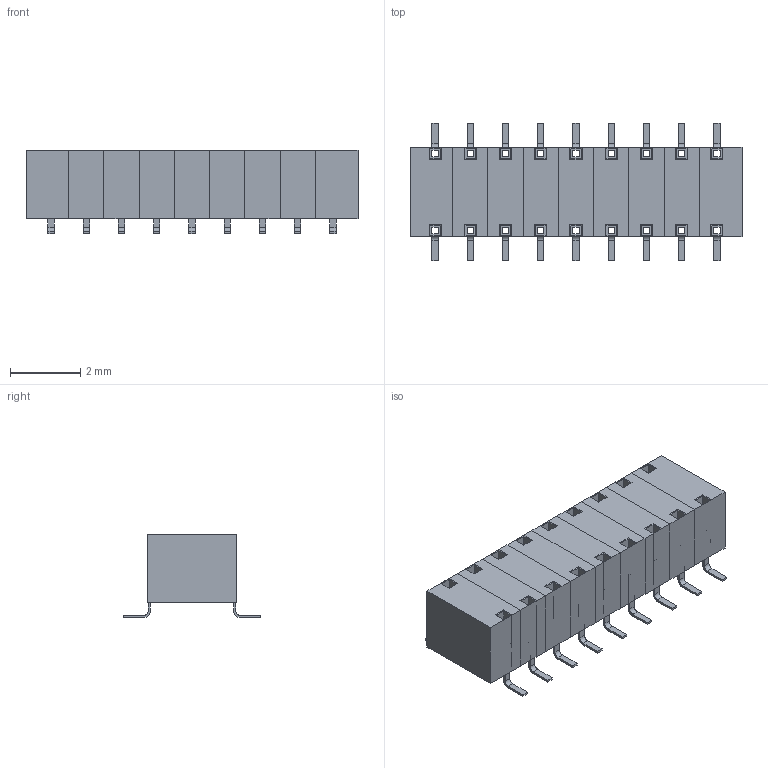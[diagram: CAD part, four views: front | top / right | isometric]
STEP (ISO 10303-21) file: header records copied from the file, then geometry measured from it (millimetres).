
FILE_DESCRIPTION(('STEP AP214'),'1');
FILE_NAME('CON18_2X9_DU_CLM_SAI','2021-04-29T19:20:47',(''),(''),'','','');
FILE_SCHEMA(('AUTOMOTIVE_DESIGN'));
Length unit declared in the file: millimetre
Products named in the file (1): product
Bounding box: 9.42 x 3.91 x 2.36 mm (x, y, z)
Volume: 44.4 mm3; surface area: 175 mm2
Topology: 19 solids, 19 shells, 488 faces, 1264 edges, 796 vertices
Faces by surface type: plane 452, cylinder 36
Entity records: 13879 total; most frequent: ORIENTED_EDGE 2528, DIRECTION 2314, CARTESIAN_POINT 1321, EDGE_CURVE 1264, LINE 1192, VECTOR 1192, VERTEX_POINT 796, AXIS2_PLACEMENT_3D 561
